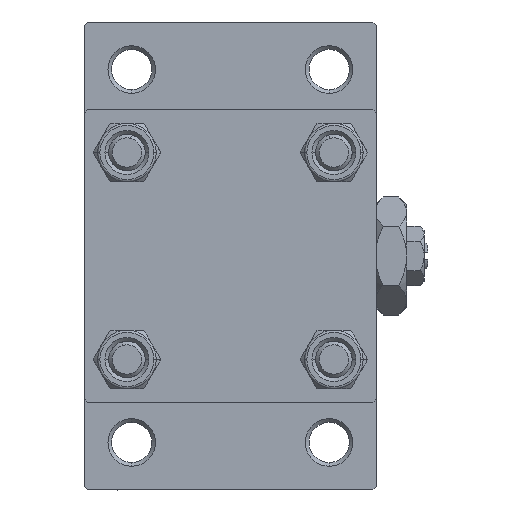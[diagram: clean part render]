
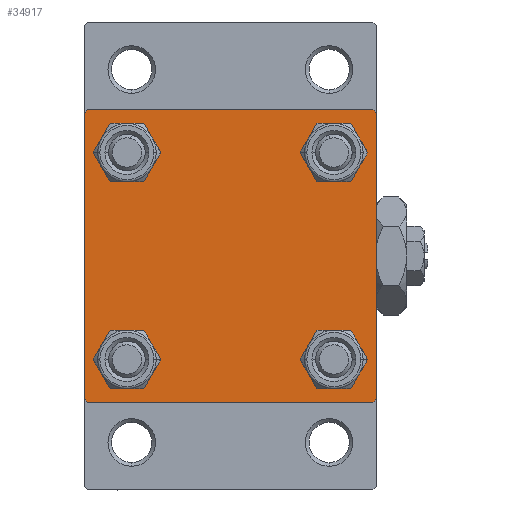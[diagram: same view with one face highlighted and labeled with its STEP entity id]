
A CAD part, left-side view. The second image highlights one B-rep face of the part: STEP entity #34917.
In plain terms, the highlighted planar face has unit normal (-1, 0, 0).
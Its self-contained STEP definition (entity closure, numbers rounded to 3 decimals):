
#501 = CARTESIAN_POINT ( 'NONE',  ( 0., 20., 19.5 ) ) ;
#790 = ORIENTED_EDGE ( 'NONE', *, *, #47598, .T. ) ;
#839 = ORIENTED_EDGE ( 'NONE', *, *, #27401, .T. ) ;
#990 = LINE ( 'NONE', #23897, #35143 ) ;
#1225 = CARTESIAN_POINT ( 'NONE',  ( 0., 14.15, -11.15 ) ) ;
#1480 = DIRECTION ( 'NONE',  ( 0., 0., 1. ) ) ;
#2342 = VECTOR ( 'NONE', #47933, 1000. ) ;
#2597 = ORIENTED_EDGE ( 'NONE', *, *, #32108, .T. ) ;
#3255 = VERTEX_POINT ( 'NONE', #45821 ) ;
#3886 = CIRCLE ( 'NONE', #29073, 3. ) ;
#4584 = LINE ( 'NONE', #34661, #7203 ) ;
#4887 = DIRECTION ( 'NONE',  ( 0., -0.707, 0.707 ) ) ;
#4940 = DIRECTION ( 'NONE',  ( 0., 0., 1. ) ) ;
#5448 = EDGE_CURVE ( 'NONE', #17803, #47064, #31497, .T. ) ;
#5981 = CARTESIAN_POINT ( 'NONE',  ( 0., -14.15, 14.15 ) ) ;
#6343 = CARTESIAN_POINT ( 'NONE',  ( 0., 19.5, 20. ) ) ;
#6671 = DIRECTION ( 'NONE',  ( 1., 0., 0. ) ) ;
#6735 = FACE_BOUND ( 'NONE', #26886, .T. ) ;
#6961 = CARTESIAN_POINT ( 'NONE',  ( 0., -14.15, -17.15 ) ) ;
#7203 = VECTOR ( 'NONE', #16402, 1000. ) ;
#7463 = CIRCLE ( 'NONE', #47639, 3. ) ;
#8139 = EDGE_LOOP ( 'NONE', ( #23107, #32832, #28799, #2597, #22873, #46060, #16696, #790 ) ) ;
#9059 = EDGE_CURVE ( 'NONE', #25964, #43702, #39251, .T. ) ;
#9605 = CARTESIAN_POINT ( 'NONE',  ( 0., 14.15, 17.15 ) ) ;
#9875 = DIRECTION ( 'NONE',  ( 0., 0., 1. ) ) ;
#10094 = EDGE_LOOP ( 'NONE', ( #29934, #15619 ) ) ;
#10272 = VERTEX_POINT ( 'NONE', #16445 ) ;
#10624 = VERTEX_POINT ( 'NONE', #36555 ) ;
#10786 = VERTEX_POINT ( 'NONE', #9605 ) ;
#10825 = LINE ( 'NONE', #17505, #22344 ) ;
#10900 = FACE_BOUND ( 'NONE', #11361, .T. ) ;
#11125 = CARTESIAN_POINT ( 'NONE',  ( 0., 19.75, 19.75 ) ) ;
#11361 = EDGE_LOOP ( 'NONE', ( #47848, #26406 ) ) ;
#11390 = CARTESIAN_POINT ( 'NONE',  ( 0., 0., 0. ) ) ;
#11750 = CARTESIAN_POINT ( 'NONE',  ( 0., -14.15, 17.15 ) ) ;
#11786 = LINE ( 'NONE', #31024, #46901 ) ;
#12194 = ORIENTED_EDGE ( 'NONE', *, *, #14502, .T. ) ;
#12436 = VERTEX_POINT ( 'NONE', #29685 ) ;
#12735 = DIRECTION ( 'NONE',  ( 0., -1., 0. ) ) ;
#12851 = DIRECTION ( 'NONE',  ( 0., 0., -1. ) ) ;
#13331 = CARTESIAN_POINT ( 'NONE',  ( 0., 20., 20. ) ) ;
#14360 = FACE_OUTER_BOUND ( 'NONE', #8139, .T. ) ;
#14502 = EDGE_CURVE ( 'NONE', #10786, #15926, #3886, .T. ) ;
#14961 = EDGE_CURVE ( 'NONE', #26839, #10272, #36366, .T. ) ;
#15338 = DIRECTION ( 'NONE',  ( 0., 0., 1. ) ) ;
#15619 = ORIENTED_EDGE ( 'NONE', *, *, #5448, .T. ) ;
#15783 = DIRECTION ( 'NONE',  ( 1., 0., 0. ) ) ;
#15926 = VERTEX_POINT ( 'NONE', #36248 ) ;
#16036 = EDGE_CURVE ( 'NONE', #12436, #23344, #43316, .T. ) ;
#16402 = DIRECTION ( 'NONE',  ( 0., 0., -1. ) ) ;
#16445 = CARTESIAN_POINT ( 'NONE',  ( 0., -19.5, -20. ) ) ;
#16696 = ORIENTED_EDGE ( 'NONE', *, *, #19013, .F. ) ;
#16840 = DIRECTION ( 'NONE',  ( 1., 0., 0. ) ) ;
#17505 = CARTESIAN_POINT ( 'NONE',  ( 0., -19.75, 19.75 ) ) ;
#17803 = VERTEX_POINT ( 'NONE', #6961 ) ;
#18060 = DIRECTION ( 'NONE',  ( -1., 0., 0. ) ) ;
#18214 = CARTESIAN_POINT ( 'NONE',  ( 0., -20., 19.5 ) ) ;
#19013 = EDGE_CURVE ( 'NONE', #21515, #3255, #42355, .T. ) ;
#19328 = EDGE_LOOP ( 'NONE', ( #12194, #34081 ) ) ;
#20999 = VERTEX_POINT ( 'NONE', #18214 ) ;
#21515 = VERTEX_POINT ( 'NONE', #6343 ) ;
#22344 = VECTOR ( 'NONE', #48335, 1000. ) ;
#22350 = EDGE_CURVE ( 'NONE', #47064, #17803, #34905, .T. ) ;
#22723 = FACE_BOUND ( 'NONE', #10094, .T. ) ;
#22873 = ORIENTED_EDGE ( 'NONE', *, *, #39881, .F. ) ;
#23063 = AXIS2_PLACEMENT_3D ( 'NONE', #47357, #43681, #9875 ) ;
#23107 = ORIENTED_EDGE ( 'NONE', *, *, #9059, .T. ) ;
#23344 = VERTEX_POINT ( 'NONE', #11750 ) ;
#23751 = CARTESIAN_POINT ( 'NONE',  ( 0., 14.15, -17.15 ) ) ;
#23897 = CARTESIAN_POINT ( 'NONE',  ( 0., 19.75, -19.75 ) ) ;
#24075 = CARTESIAN_POINT ( 'NONE',  ( 0., 20., 20. ) ) ;
#24408 = AXIS2_PLACEMENT_3D ( 'NONE', #44638, #6671, #32308 ) ;
#24874 = AXIS2_PLACEMENT_3D ( 'NONE', #26311, #41375, #45326 ) ;
#25191 = CARTESIAN_POINT ( 'NONE',  ( 0., 14.15, -14.15 ) ) ;
#25483 = AXIS2_PLACEMENT_3D ( 'NONE', #5981, #16840, #46686 ) ;
#25964 = VERTEX_POINT ( 'NONE', #501 ) ;
#26311 = CARTESIAN_POINT ( 'NONE',  ( 0., 14.15, -14.15 ) ) ;
#26406 = ORIENTED_EDGE ( 'NONE', *, *, #32815, .T. ) ;
#26775 = AXIS2_PLACEMENT_3D ( 'NONE', #37704, #34482, #33994 ) ;
#26839 = VERTEX_POINT ( 'NONE', #29859 ) ;
#26886 = EDGE_LOOP ( 'NONE', ( #839, #38799 ) ) ;
#27013 = CIRCLE ( 'NONE', #27787, 3. ) ;
#27401 = EDGE_CURVE ( 'NONE', #23344, #12436, #34929, .T. ) ;
#27787 = AXIS2_PLACEMENT_3D ( 'NONE', #25191, #29138, #32355 ) ;
#28364 = CARTESIAN_POINT ( 'NONE',  ( 0., 20., -19.5 ) ) ;
#28473 = VECTOR ( 'NONE', #12735, 1000. ) ;
#28744 = EDGE_CURVE ( 'NONE', #20999, #3255, #10825, .T. ) ;
#28799 = ORIENTED_EDGE ( 'NONE', *, *, #14961, .T. ) ;
#29073 = AXIS2_PLACEMENT_3D ( 'NONE', #34526, #15783, #4940 ) ;
#29138 = DIRECTION ( 'NONE',  ( 1., 0., 0. ) ) ;
#29668 = AXIS2_PLACEMENT_3D ( 'NONE', #11390, #18060, #15338 ) ;
#29685 = CARTESIAN_POINT ( 'NONE',  ( 0., -14.15, 11.15 ) ) ;
#29848 = CARTESIAN_POINT ( 'NONE',  ( 0., 14.15, 14.15 ) ) ;
#29859 = CARTESIAN_POINT ( 'NONE',  ( 0., 19.5, -20. ) ) ;
#29934 = ORIENTED_EDGE ( 'NONE', *, *, #22350, .T. ) ;
#30987 = EDGE_CURVE ( 'NONE', #15926, #10786, #7463, .T. ) ;
#31024 = CARTESIAN_POINT ( 'NONE',  ( 0., -19.75, -19.75 ) ) ;
#31497 = CIRCLE ( 'NONE', #24408, 3. ) ;
#32108 = EDGE_CURVE ( 'NONE', #10272, #10624, #11786, .T. ) ;
#32308 = DIRECTION ( 'NONE',  ( 0., 0., 1. ) ) ;
#32355 = DIRECTION ( 'NONE',  ( 0., 0., 1. ) ) ;
#32651 = CARTESIAN_POINT ( 'NONE',  ( 0., 20., -20. ) ) ;
#32815 = EDGE_CURVE ( 'NONE', #35630, #37412, #42227, .T. ) ;
#32832 = ORIENTED_EDGE ( 'NONE', *, *, #33350, .T. ) ;
#33350 = EDGE_CURVE ( 'NONE', #43702, #26839, #990, .T. ) ;
#33994 = DIRECTION ( 'NONE',  ( 0., 0., 1. ) ) ;
#34081 = ORIENTED_EDGE ( 'NONE', *, *, #30987, .T. ) ;
#34482 = DIRECTION ( 'NONE',  ( 1., 0., 0. ) ) ;
#34526 = CARTESIAN_POINT ( 'NONE',  ( 0., 14.15, 14.15 ) ) ;
#34661 = CARTESIAN_POINT ( 'NONE',  ( 0., -20., 20. ) ) ;
#34905 = CIRCLE ( 'NONE', #23063, 3. ) ;
#34917 = ADVANCED_FACE ( 'NONE', ( #6735, #22723, #10900, #48154, #14360 ), #40768, .T. ) ;
#34929 = CIRCLE ( 'NONE', #25483, 3. ) ;
#35143 = VECTOR ( 'NONE', #42661, 1000. ) ;
#35630 = VERTEX_POINT ( 'NONE', #23751 ) ;
#36248 = CARTESIAN_POINT ( 'NONE',  ( 0., 14.15, 11.15 ) ) ;
#36366 = LINE ( 'NONE', #32651, #2342 ) ;
#36555 = CARTESIAN_POINT ( 'NONE',  ( 0., -20., -19.5 ) ) ;
#37412 = VERTEX_POINT ( 'NONE', #1225 ) ;
#37704 = CARTESIAN_POINT ( 'NONE',  ( 0., -14.15, 14.15 ) ) ;
#38799 = ORIENTED_EDGE ( 'NONE', *, *, #16036, .T. ) ;
#39251 = LINE ( 'NONE', #13331, #40278 ) ;
#39881 = EDGE_CURVE ( 'NONE', #20999, #10624, #4584, .T. ) ;
#40278 = VECTOR ( 'NONE', #12851, 1000. ) ;
#40768 = PLANE ( 'NONE',  #29668 ) ;
#41231 = DIRECTION ( 'NONE',  ( 0., 0.707, -0.707 ) ) ;
#41375 = DIRECTION ( 'NONE',  ( 1., 0., 0. ) ) ;
#42227 = CIRCLE ( 'NONE', #24874, 3. ) ;
#42355 = LINE ( 'NONE', #24075, #28473 ) ;
#42661 = DIRECTION ( 'NONE',  ( 0., -0.707, -0.707 ) ) ;
#43316 = CIRCLE ( 'NONE', #26775, 3. ) ;
#43681 = DIRECTION ( 'NONE',  ( 1., 0., 0. ) ) ;
#43702 = VERTEX_POINT ( 'NONE', #28364 ) ;
#44354 = VECTOR ( 'NONE', #41231, 1000. ) ;
#44638 = CARTESIAN_POINT ( 'NONE',  ( 0., -14.15, -14.15 ) ) ;
#44684 = LINE ( 'NONE', #11125, #44354 ) ;
#45326 = DIRECTION ( 'NONE',  ( 0., 0., 1. ) ) ;
#45821 = CARTESIAN_POINT ( 'NONE',  ( 0., -19.5, 20. ) ) ;
#46060 = ORIENTED_EDGE ( 'NONE', *, *, #28744, .T. ) ;
#46493 = CARTESIAN_POINT ( 'NONE',  ( 0., -14.15, -11.15 ) ) ;
#46686 = DIRECTION ( 'NONE',  ( 0., 0., 1. ) ) ;
#46901 = VECTOR ( 'NONE', #4887, 1000. ) ;
#47064 = VERTEX_POINT ( 'NONE', #46493 ) ;
#47357 = CARTESIAN_POINT ( 'NONE',  ( 0., -14.15, -14.15 ) ) ;
#47477 = EDGE_CURVE ( 'NONE', #37412, #35630, #27013, .T. ) ;
#47598 = EDGE_CURVE ( 'NONE', #21515, #25964, #44684, .T. ) ;
#47639 = AXIS2_PLACEMENT_3D ( 'NONE', #29848, #48609, #1480 ) ;
#47848 = ORIENTED_EDGE ( 'NONE', *, *, #47477, .T. ) ;
#47933 = DIRECTION ( 'NONE',  ( 0., -1., 0. ) ) ;
#48154 = FACE_BOUND ( 'NONE', #19328, .T. ) ;
#48335 = DIRECTION ( 'NONE',  ( 0., 0.707, 0.707 ) ) ;
#48609 = DIRECTION ( 'NONE',  ( 1., 0., 0. ) ) ;
